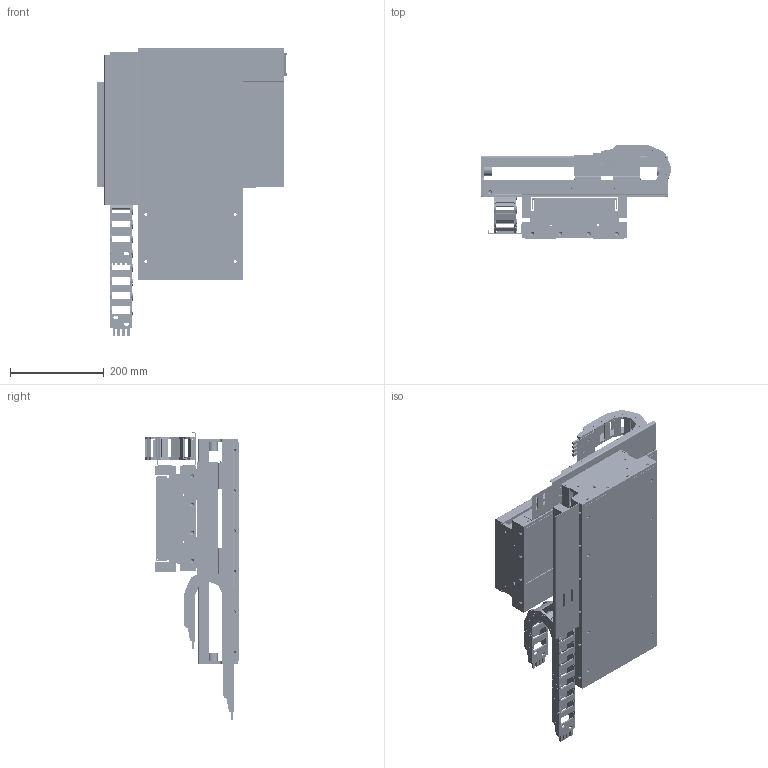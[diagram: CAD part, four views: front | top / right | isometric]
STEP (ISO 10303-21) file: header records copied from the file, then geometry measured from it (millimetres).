
FILE_DESCRIPTION (( 'STEP AP203' ), '1' );
FILE_NAME ('PSA_14X14.STEP', '2018-07-24T02:05:52', ( '' ), ( '' ), 'SwSTEP 2.0', 'SolidWorks 2016', '' );
FILE_SCHEMA (( 'CONFIG_CONTROL_DESIGN' ));
Length unit declared in the file: millimetre
Products named in the file (24): 儕躇す怢140X140-X粣耜結晚; 儕躇す怢140X140-X粣裔啣; B15_038_038-8; 儕躇す怢140X140-X粣; 儕躇す怢140X140-B15_038_038-X粣; 儕躇す怢140X140-X-繚噤; 精密平台140X140-X轴拖链固定板; 精密平台140X140-Y轴拖链固定板; 儕躇す怢140X140-Y粣耜結晚; 儕躇す怢140X140-Y粣; PMI-MSB15S; 儕躇す怢140X140-Y粣翋賑輸; 儕躇す怢140X140-Y粣菁啣; 儕躇す怢140X140-Y粣傷裔; 儕躇す怢140X140-Y粣裔啣; PSA_14X14; 儕躇す怢140X140-Y粣絳寢; 儕躇す怢140X140-X粣翋賑輸; 儕躇す怢140X140-X粣絳寢; B15_038_038-2; 儕躇す怢140X140-X粣菁啣; 埴翐滅袉輸-22X18-M5; 精密平台140X140-Y轴拖链移动板; B15_038_038-7
Assembly tree (56 placements, depth 4):
  儕躇す怢140X140-X-繚噤
  PSA_14X14
    儕躇す怢140X140-Y粣
      儕躇す怢140X140-Y粣菁啣
      儕躇す怢140X140-Y粣絳寢  x2
      PMI-MSB15S  x4
      儕躇す怢140X140-Y粣耜結晚  x2
      儕躇す怢140X140-Y粣傷裔  x2
      儕躇す怢140X140-Y粣裔啣
      精密平台140X140-Y轴拖链移动板
      精密平台140X140-Y轴拖链固定板
      埴翐滅袉輸-22X18-M5  x4
      儕躇す怢140X140-B15_038_038-X粣
        B15_038_038-2  x13
        B15_038_038-7
        B15_038_038-8
      儕躇す怢140X140-Y粣翋賑輸
    儕躇す怢140X140-X粣
      儕躇す怢140X140-X粣菁啣
      儕躇す怢140X140-X粣絳寢  x2
      PMI-MSB15S  x4
      儕躇す怢140X140-X粣耜結晚  x2
      儕躇す怢140X140-Y粣傷裔  x2
      儕躇す怢140X140-X粣裔啣
      埴翐滅袉輸-22X18-M5  x4
      精密平台140X140-X轴拖链固定板
      儕躇す怢140X140-X粣翋賑輸
    儕躇す怢140X140-B15_038_038-X粣
      B15_038_038-2  x13
      B15_038_038-7
      B15_038_038-8
Bounding box: 406.41 x 199 x 610.9 mm (x, y, z)
Volume: 8917130.5 mm3; surface area: 1979072.2 mm2
Topology: 67 solids, 67 shells, 5285 faces, 14077 edges, 8982 vertices
Faces by surface type: plane 2922, cylinder 1855, cone 476, sphere 32
Entity records: 45097 total; most frequent: DIRECTION 7582, CARTESIAN_POINT 7198, ORIENTED_EDGE 6788, EDGE_CURVE 3394, AXIS2_PLACEMENT_3D 2747, VERTEX_POINT 2163, LINE 2088, VECTOR 2088
